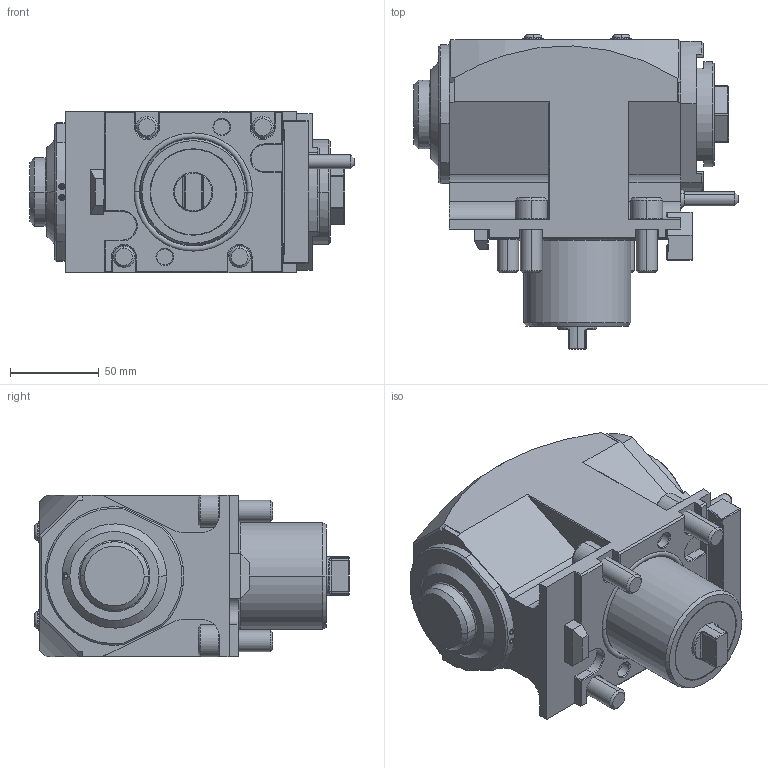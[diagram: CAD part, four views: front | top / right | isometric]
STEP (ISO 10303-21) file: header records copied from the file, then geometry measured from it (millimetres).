
FILE_DESCRIPTION((''),'2;1');
FILE_NAME('NGT2_60_205_32_3_3_70T_JA','2025-07-16T',('vali'),('NOVA GRUP'),'PRO/ENGINEER BY PARAMETRIC TECHNOLOGY CORPORATION, 2010280','PRO/ENGINEER BY PARAMETRIC TECHNOLOGY CORPORATION, 2010280','');
FILE_SCHEMA(('CONFIG_CONTROL_DESIGN'));
Length unit declared in the file: millimetre
Products named in the file (1): NGT2_60_205_32_3_3_70T_JA
Bounding box: 182.14 x 176.75 x 91 mm (x, y, z)
Volume: 1431257.5 mm3; surface area: 112535 mm2
Topology: 1 solids, 5 shells, 759 faces, 1811 edges, 1062 vertices
Faces by surface type: plane 402, cylinder 191, cone 82, bspline 44, torus 38, sphere 2
Entity records: 22667 total; most frequent: CARTESIAN_POINT 5650, ORIENTED_EDGE 3546, DIRECTION 3397, EDGE_CURVE 1773, VECTOR 1169, LINE 1169, AXIS2_PLACEMENT_3D 1114, VERTEX_POINT 1062
